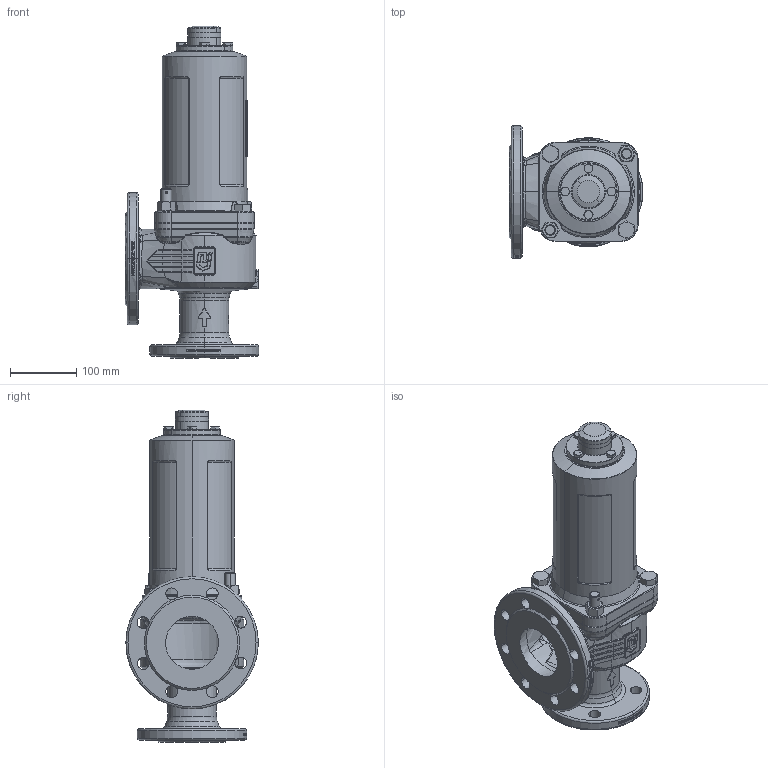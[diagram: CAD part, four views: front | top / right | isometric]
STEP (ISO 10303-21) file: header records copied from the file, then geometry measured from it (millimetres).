
FILE_DESCRIPTION(('HOOPS Exchange Step'),'2;1');
FILE_NAME('SF0400_DN50_DN50-80.stp','2025-06-26T08:47:01+02:00',('nieru'),('Unknown organisation'),'HOOPS Exchange 2024.2','HOOPS Exchange','Unknown authorisation');
FILE_SCHEMA( ('AP203_CONFIGURATION_CONTROLLED_3D_DESIGN_OF_MECHANICAL_PARTS_AND_ASSEMBLIES_MIM_LF') );
Length unit declared in the file: millimetre
Products named in the file (2): 0; root
Assembly tree (1 placements, depth 2):
  root
    0
Bounding box: 202.5 x 200 x 502 mm (x, y, z)
Volume: 2269591.1 mm3; surface area: 596717 mm2
Topology: 15 solids, 15 shells, 2063 faces, 5141 edges, 3125 vertices
Faces by surface type: bspline 798, plane 490, cylinder 337, cone 215, torus 117, extrusion 100, sphere 6
Full cylindrical faces by diameter (mm): 48 x1, 50 x1
Entity records: 149067 total; most frequent: CARTESIAN_POINT 107989, ORIENTED_EDGE 10102, DIRECTION 5831, EDGE_CURVE 5051, VERTEX_POINT 3125, B_SPLINE_CURVE_WITH_KNOTS 2685, EDGE_LOOP 2238, FACE_BOUND 2238
